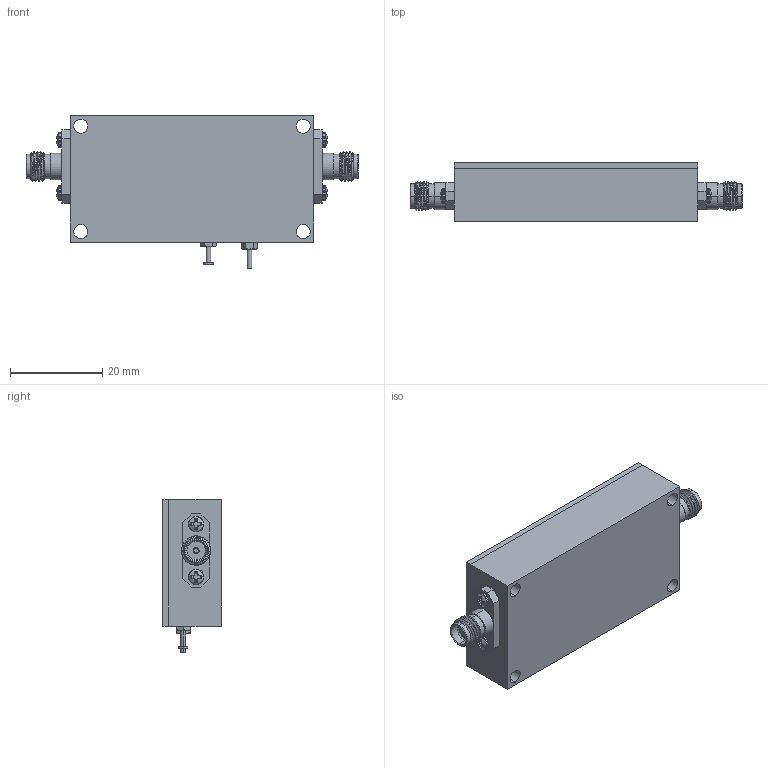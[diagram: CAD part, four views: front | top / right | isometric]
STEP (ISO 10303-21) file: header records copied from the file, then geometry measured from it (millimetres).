
FILE_DESCRIPTION (( 'STEP AP203' ), '1' );
FILE_NAME ('PE15A4017.step', '2019-05-13T22:48:24', ( '' ), ( '' ), 'SwSTEP 2.0', 'SolidWorks 2018', '' );
FILE_SCHEMA (( 'CONFIG_CONTROL_DESIGN' ));
Length unit declared in the file: inch
Products named in the file (1): PE15A4017
Bounding box: 71.98 x 12.73 x 33.15 mm (x, y, z)
Volume: 18691.9 mm3; surface area: 7120 mm2
Topology: 17 solids, 17 shells, 1403 faces, 3740 edges, 2452 vertices
Faces by surface type: plane 675, cylinder 289, bspline 253, cone 162, torus 16, sphere 8
Entity records: 65959 total; most frequent: CARTESIAN_POINT 33899, ORIENTED_EDGE 7432, DIRECTION 5428, EDGE_CURVE 3716, VERTEX_POINT 2452, VECTOR 2010, LINE 2010, AXIS2_PLACEMENT_3D 1709
